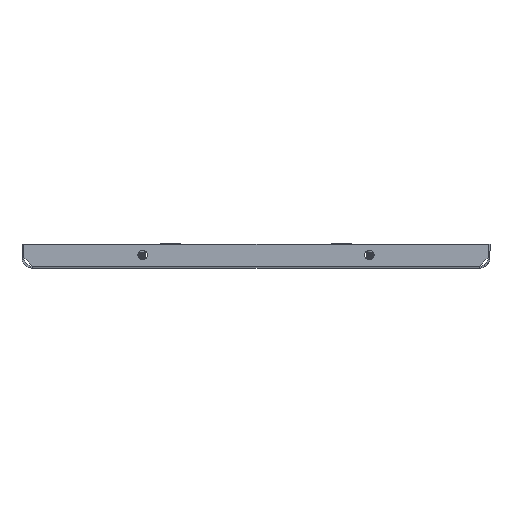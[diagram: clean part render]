
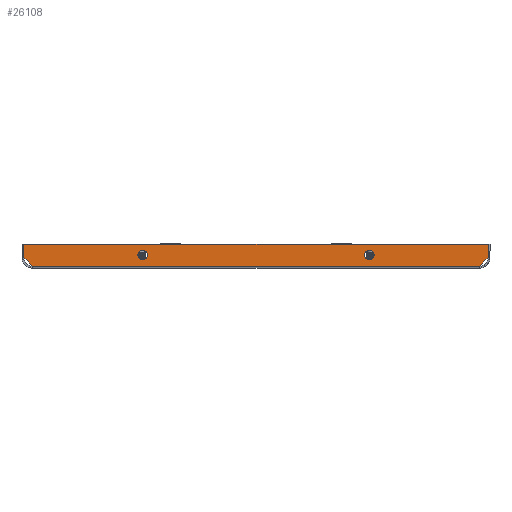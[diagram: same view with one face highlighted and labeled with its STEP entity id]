
A CAD part, front view. The second image highlights one B-rep face of the part: STEP entity #26108.
In plain terms, the highlighted planar face has unit normal (0, -1, 0).
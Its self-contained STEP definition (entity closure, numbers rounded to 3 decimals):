
#2464 = CARTESIAN_POINT ( 'NONE',  ( 95.5, -1077.5, 11. ) ) ;
#2466 = DIRECTION ( 'NONE',  ( 0., 0., 1. ) ) ;
#2540 = DIRECTION ( 'NONE',  ( -1., 0., 0. ) ) ;
#2542 = DIRECTION ( 'NONE',  ( 0., -1., 0. ) ) ;
#2615 = CARTESIAN_POINT ( 'NONE',  ( 5.649, -1077.5, -180.996 ) ) ;
#2617 = DIRECTION ( 'NONE',  ( -1., 0., 0. ) ) ;
#2633 = DIRECTION ( 'NONE',  ( -0.707, 0., -0.707 ) ) ;
#2665 = DIRECTION ( 'NONE',  ( -1., 0., 0. ) ) ;
#2666 = DIRECTION ( 'NONE',  ( 0., 1., 0. ) ) ;
#2693 = CARTESIAN_POINT ( 'NONE',  ( -195.4, -1077.5, 1.51 ) ) ;
#2695 = CARTESIAN_POINT ( 'NONE',  ( -95.5, -1077.5, 11. ) ) ;
#2698 = DIRECTION ( 'NONE',  ( 0.707, 0., -0.707 ) ) ;
#2883 = CARTESIAN_POINT ( 'NONE',  ( -195.5, -1077.5, 1.51 ) ) ;
#2887 = DIRECTION ( 'NONE',  ( 0., 0., 1. ) ) ;
#3005 = CARTESIAN_POINT ( 'NONE',  ( -201., -1077.5, 14.504 ) ) ;
#3101 = CARTESIAN_POINT ( 'NONE',  ( -195.5, -1077.5, 20. ) ) ;
#3159 = DIRECTION ( 'NONE',  ( -1., 0., 0. ) ) ;
#3164 = DIRECTION ( 'NONE',  ( -1., 0., 0. ) ) ;
#3172 = DIRECTION ( 'NONE',  ( 0., 1., 0. ) ) ;
#3310 = CARTESIAN_POINT ( 'NONE',  ( 95.5, -1077.5, 11. ) ) ;
#3468 = DIRECTION ( 'NONE',  ( -1., 0., 0. ) ) ;
#3470 = DIRECTION ( 'NONE',  ( 0., -1., 0. ) ) ;
#3506 = CARTESIAN_POINT ( 'NONE',  ( -95.5, -1077.5, 11. ) ) ;
#3594 = CARTESIAN_POINT ( 'NONE',  ( 195.4, -1077.5, 1.51 ) ) ;
#5380 = DIRECTION ( 'NONE',  ( -1., 0., 0. ) ) ;
#5381 = DIRECTION ( 'NONE',  ( 0., 1., 0. ) ) ;
#5382 = PLANE ( 'NONE',  #10003 ) ;
#5390 = CARTESIAN_POINT ( 'NONE',  ( -195.5, -1077.5, 20. ) ) ;
#10003 = AXIS2_PLACEMENT_3D ( 'NONE', #5390, #5381, #5380 ) ;
#14690 = ORIENTED_EDGE ( 'NONE', *, *, #27567, .F. ) ;
#14691 = ORIENTED_EDGE ( 'NONE', *, *, #27566, .T. ) ;
#14692 = ORIENTED_EDGE ( 'NONE', *, *, #27565, .F. ) ;
#14693 = ORIENTED_EDGE ( 'NONE', *, *, #27568, .F. ) ;
#14694 = ORIENTED_EDGE ( 'NONE', *, *, #27564, .T. ) ;
#14695 = ORIENTED_EDGE ( 'NONE', *, *, #27561, .T. ) ;
#14696 = ORIENTED_EDGE ( 'NONE', *, *, #27570, .T. ) ;
#14697 = ORIENTED_EDGE ( 'NONE', *, *, #27515, .T. ) ;
#14698 = ORIENTED_EDGE ( 'NONE', *, *, #27507, .F. ) ;
#14699 = ORIENTED_EDGE ( 'NONE', *, *, #27571, .F. ) ;
#17991 = AXIS2_PLACEMENT_3D ( 'NONE', #2695, #2542, #2540 ) ;
#17994 = AXIS2_PLACEMENT_3D ( 'NONE', #2464, #2666, #2665 ) ;
#18057 = AXIS2_PLACEMENT_3D ( 'NONE', #3310, #3172, #3159 ) ;
#18077 = AXIS2_PLACEMENT_3D ( 'NONE', #3506, #3470, #3468 ) ;
#19936 = CARTESIAN_POINT ( 'NONE',  ( 195.4, -1077.5, 8.9 ) ) ;
#19939 = CARTESIAN_POINT ( 'NONE',  ( -95.5, -1077.5, 15. ) ) ;
#20139 = CARTESIAN_POINT ( 'NONE',  ( -95.5, -1077.5, 7. ) ) ;
#20151 = CARTESIAN_POINT ( 'NONE',  ( 95.5, -1077.5, 7. ) ) ;
#20163 = CARTESIAN_POINT ( 'NONE',  ( 195.4, -1077.5, 20. ) ) ;
#20232 = CARTESIAN_POINT ( 'NONE',  ( -195.4, -1077.5, 8.9 ) ) ;
#20239 = CARTESIAN_POINT ( 'NONE',  ( 95.5, -1077.5, 15. ) ) ;
#20240 = CARTESIAN_POINT ( 'NONE',  ( -188.016, -1077.5, 1.51 ) ) ;
#20394 = CARTESIAN_POINT ( 'NONE',  ( 188.016, -1077.5, 1.51 ) ) ;
#20596 = VERTEX_POINT ( 'NONE', #20622 ) ;
#20622 = CARTESIAN_POINT ( 'NONE',  ( -195.4, -1077.5, 20. ) ) ;
#20863 = VERTEX_POINT ( 'NONE', #20394 ) ;
#21020 = VERTEX_POINT ( 'NONE', #20240 ) ;
#21021 = VERTEX_POINT ( 'NONE', #20239 ) ;
#21029 = VERTEX_POINT ( 'NONE', #20232 ) ;
#21108 = VERTEX_POINT ( 'NONE', #20163 ) ;
#21121 = VERTEX_POINT ( 'NONE', #20151 ) ;
#21137 = VERTEX_POINT ( 'NONE', #20139 ) ;
#21376 = VERTEX_POINT ( 'NONE', #19936 ) ;
#21428 = VERTEX_POINT ( 'NONE', #19939 ) ;
#21554 = LINE ( 'NONE', #3101, #23662 ) ;
#23642 = CIRCLE ( 'NONE', #17991, 4. ) ;
#23644 = CIRCLE ( 'NONE', #17994, 4. ) ;
#23650 = VECTOR ( 'NONE', #2633, 1000. ) ;
#23651 = VECTOR ( 'NONE', #2466, 1000. ) ;
#23652 = LINE ( 'NONE', #2693, #23651 ) ;
#23653 = VECTOR ( 'NONE', #2698, 1000. ) ;
#23654 = VECTOR ( 'NONE', #2617, 1000. ) ;
#23655 = LINE ( 'NONE', #2883, #23654 ) ;
#23657 = LINE ( 'NONE', #3005, #23653 ) ;
#23659 = VECTOR ( 'NONE', #2887, 1000. ) ;
#23660 = LINE ( 'NONE', #3594, #23659 ) ;
#23661 = LINE ( 'NONE', #2615, #23650 ) ;
#23662 = VECTOR ( 'NONE', #3164, 1000. ) ;
#25319 = FACE_BOUND ( 'NONE', #26939, .T. ) ;
#25321 = FACE_BOUND ( 'NONE', #26937, .T. ) ;
#25331 = FACE_OUTER_BOUND ( 'NONE', #26926, .T. ) ;
#26108 = ADVANCED_FACE ( 'NONE', ( #25331, #25321, #25319 ), #5382, .F. ) ;
#26926 = EDGE_LOOP ( 'NONE', ( #14690, #14691, #14692, #14693, #14694, #14695 ) ) ;
#26937 = EDGE_LOOP ( 'NONE', ( #14696, #14697 ) ) ;
#26939 = EDGE_LOOP ( 'NONE', ( #14698, #14699 ) ) ;
#27507 = EDGE_CURVE ( 'NONE', #21428, #21137, #27722, .T. ) ;
#27515 = EDGE_CURVE ( 'NONE', #21121, #21021, #27710, .T. ) ;
#27561 = EDGE_CURVE ( 'NONE', #21108, #20596, #21554, .T. ) ;
#27564 = EDGE_CURVE ( 'NONE', #21376, #21108, #23660, .T. ) ;
#27565 = EDGE_CURVE ( 'NONE', #20863, #21020, #23655, .T. ) ;
#27566 = EDGE_CURVE ( 'NONE', #21029, #21020, #23657, .T. ) ;
#27567 = EDGE_CURVE ( 'NONE', #21029, #20596, #23652, .T. ) ;
#27568 = EDGE_CURVE ( 'NONE', #21376, #20863, #23661, .T. ) ;
#27570 = EDGE_CURVE ( 'NONE', #21021, #21121, #23644, .T. ) ;
#27571 = EDGE_CURVE ( 'NONE', #21137, #21428, #23642, .T. ) ;
#27710 = CIRCLE ( 'NONE', #18057, 4. ) ;
#27722 = CIRCLE ( 'NONE', #18077, 4. ) ;
